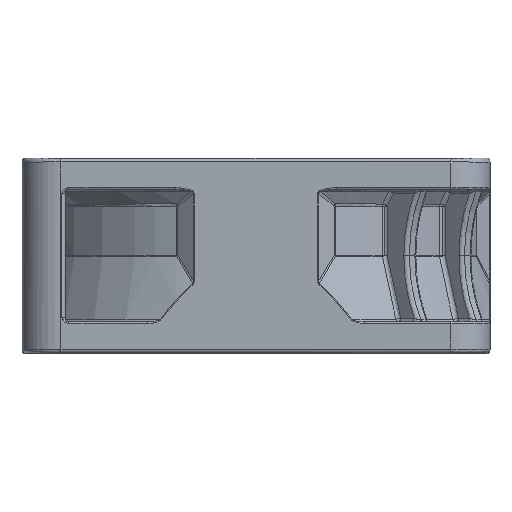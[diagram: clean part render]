
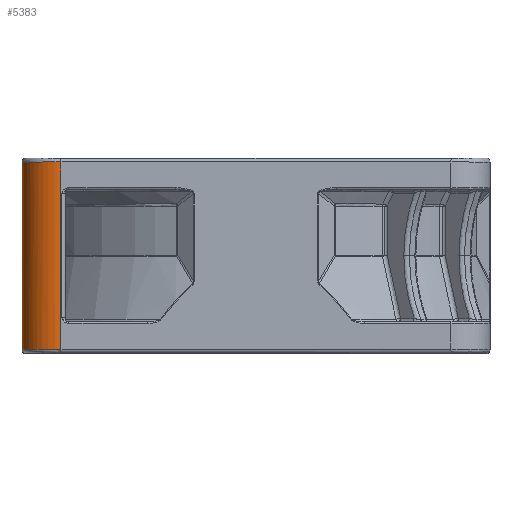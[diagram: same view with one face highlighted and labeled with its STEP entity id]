
A CAD part, top view. The second image highlights one B-rep face of the part: STEP entity #5383.
In plain terms, the highlighted free-form (B-spline) face has degree [1, 3] with [2, 4] control points.
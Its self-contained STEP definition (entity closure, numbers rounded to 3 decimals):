
#1107 = EDGE_CURVE ( 'NONE', #32415, #30215, #3046, .T. ) ;
#1861 = CARTESIAN_POINT ( 'NONE',  ( -25., 0.5, 30. ) ) ;
#3046 = B_SPLINE_CURVE_WITH_KNOTS ( 'NONE', 3,
 ( #33237, #33758, #75351, #63663 ),
 .UNSPECIFIED., .F., .F.,
 ( 4, 4 ),
 ( 0., 1. ),
 .UNSPECIFIED. ) ;
#5383 = ADVANCED_FACE ( 'NONE', ( #37700 ), #31279, .F. ) ;
#5475 = CARTESIAN_POINT ( 'NONE',  ( -25., 0.5, 30. ) ) ;
#8323 = CARTESIAN_POINT ( 'NONE',  ( -30., 24.5, 25. ) ) ;
#12039 = EDGE_LOOP ( 'NONE', ( #69777, #17871, #43842, #66265 ) ) ;
#13037 = CARTESIAN_POINT ( 'NONE',  ( -25., 24.5, 30. ) ) ;
#13088 = CARTESIAN_POINT ( 'NONE',  ( -25., 0.5, 30. ) ) ;
#13784 = CARTESIAN_POINT ( 'NONE',  ( -30., 0.5, 27.929 ) ) ;
#17688 =( BOUNDED_CURVE ( )  B_SPLINE_CURVE ( 3, ( #13088, #67063, #60589, #66539 ),
 .UNSPECIFIED., .F., .T. ) 
 B_SPLINE_CURVE_WITH_KNOTS ( ( 4, 4 ),
 ( 0., 1.571 ),
 .UNSPECIFIED. ) 
 CURVE ( )  GEOMETRIC_REPRESENTATION_ITEM ( )  RATIONAL_B_SPLINE_CURVE ( ( 0.957, 0.77, 0.77, 0.957 ) ) 
 REPRESENTATION_ITEM ( '' )  );
#17871 = ORIENTED_EDGE ( 'NONE', *, *, #46439, .T. ) ;
#19711 = CARTESIAN_POINT ( 'NONE',  ( -30., 24.5, 27.929 ) ) ;
#23113 = CARTESIAN_POINT ( 'NONE',  ( -30., 24.5, 27.929 ) ) ;
#23796 = EDGE_CURVE ( 'NONE', #30215, #28190, #76589, .T. ) ;
#24909 = CARTESIAN_POINT ( 'NONE',  ( -25., 0.5, 30. ) ) ;
#26202 = VERTEX_POINT ( 'NONE', #1861 ) ;
#28190 = VERTEX_POINT ( 'NONE', #33291 ) ;
#30215 = VERTEX_POINT ( 'NONE', #8323 ) ;
#30877 = CARTESIAN_POINT ( 'NONE',  ( -27.929, 24.5, 30. ) ) ;
#31131 = CARTESIAN_POINT ( 'NONE',  ( -30., 24.5, 25. ) ) ;
#31279 =( BOUNDED_SURFACE ( )  B_SPLINE_SURFACE ( 1, 3, ( 
 ( #13037, #30877, #19711, #31131 ),
 ( #24909, #55066, #13784, #49316 ) ),
 .UNSPECIFIED., .F., .F., .T. ) 
 B_SPLINE_SURFACE_WITH_KNOTS ( ( 2, 2 ),
 ( 4, 4 ),
 ( 0., 1. ),
 ( 0., 1. ),
 .UNSPECIFIED. ) 
 GEOMETRIC_REPRESENTATION_ITEM ( )  RATIONAL_B_SPLINE_SURFACE ( (
 ( 1., 0.805, 0.805, 1.),
 ( 1., 0.805, 0.805, 1.) ) ) 
 REPRESENTATION_ITEM ( '' )  SURFACE ( )  );
#32415 = VERTEX_POINT ( 'NONE', #41923 ) ;
#33237 = CARTESIAN_POINT ( 'NONE',  ( -30., 0.5, 25. ) ) ;
#33291 = CARTESIAN_POINT ( 'NONE',  ( -25., 24.5, 30. ) ) ;
#33758 = CARTESIAN_POINT ( 'NONE',  ( -30., 8.5, 25. ) ) ;
#37700 = FACE_OUTER_BOUND ( 'NONE', #12039, .T. ) ;
#41923 = CARTESIAN_POINT ( 'NONE',  ( -30., 0.5, 25. ) ) ;
#43842 = ORIENTED_EDGE ( 'NONE', *, *, #23796, .F. ) ;
#46439 = EDGE_CURVE ( 'NONE', #26202, #28190, #50233, .T. ) ;
#49316 = CARTESIAN_POINT ( 'NONE',  ( -30., 0.5, 25. ) ) ;
#50233 = B_SPLINE_CURVE_WITH_KNOTS ( 'NONE', 1,
 ( #5475, #65200 ),
 .UNSPECIFIED., .F., .F.,
 ( 2, 2 ),
 ( -1., 0. ),
 .UNSPECIFIED. ) ;
#53522 = CARTESIAN_POINT ( 'NONE',  ( -27.929, 24.5, 30. ) ) ;
#55066 = CARTESIAN_POINT ( 'NONE',  ( -27.929, 0.5, 30. ) ) ;
#60589 = CARTESIAN_POINT ( 'NONE',  ( -30., 0.5, 27.929 ) ) ;
#63663 = CARTESIAN_POINT ( 'NONE',  ( -30., 24.5, 25. ) ) ;
#64278 = EDGE_CURVE ( 'NONE', #26202, #32415, #17688, .T. ) ;
#65200 = CARTESIAN_POINT ( 'NONE',  ( -25., 24.5, 30. ) ) ;
#65716 = CARTESIAN_POINT ( 'NONE',  ( -25., 24.5, 30. ) ) ;
#66265 = ORIENTED_EDGE ( 'NONE', *, *, #1107, .F. ) ;
#66539 = CARTESIAN_POINT ( 'NONE',  ( -30., 0.5, 25. ) ) ;
#67063 = CARTESIAN_POINT ( 'NONE',  ( -27.929, 0.5, 30. ) ) ;
#69777 = ORIENTED_EDGE ( 'NONE', *, *, #64278, .F. ) ;
#70960 = CARTESIAN_POINT ( 'NONE',  ( -30., 24.5, 25. ) ) ;
#75351 = CARTESIAN_POINT ( 'NONE',  ( -30., 16.5, 25. ) ) ;
#76589 =( BOUNDED_CURVE ( )  B_SPLINE_CURVE ( 3, ( #70960, #23113, #53522, #65716 ),
 .UNSPECIFIED., .F., .T. ) 
 B_SPLINE_CURVE_WITH_KNOTS ( ( 4, 4 ),
 ( 0., 1.571 ),
 .UNSPECIFIED. ) 
 CURVE ( )  GEOMETRIC_REPRESENTATION_ITEM ( )  RATIONAL_B_SPLINE_CURVE ( ( 0.957, 0.77, 0.77, 0.957 ) ) 
 REPRESENTATION_ITEM ( '' )  );
